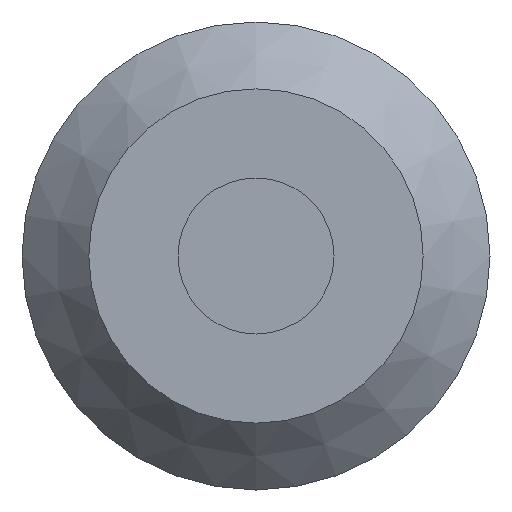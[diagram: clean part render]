
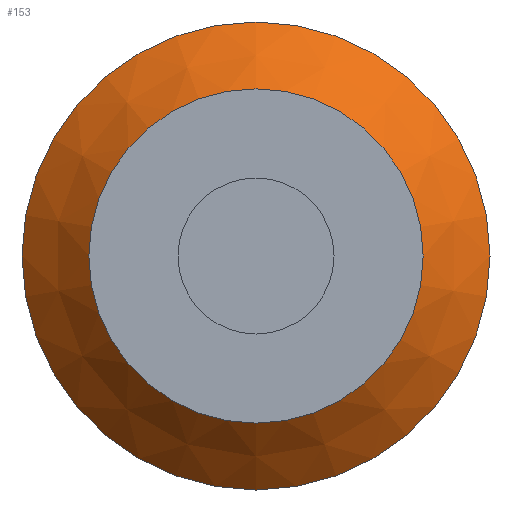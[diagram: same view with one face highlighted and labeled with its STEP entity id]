
A CAD part, left-side view. The second image highlights one B-rep face of the part: STEP entity #153.
In plain terms, the highlighted conical face has half-angle 45 degrees and reference radius 10.207 mm.
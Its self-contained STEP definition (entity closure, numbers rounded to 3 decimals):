
#102=CONICAL_SURFACE('',#558,10.207,45.);
#133=FACE_BOUND('',#229,.T.);
#134=FACE_BOUND('',#230,.T.);
#153=ADVANCED_FACE('',(#133,#134),#102,.T.);
#229=EDGE_LOOP('',(#315));
#230=EDGE_LOOP('',(#316));
#315=ORIENTED_EDGE('',*,*,#414,.F.);
#316=ORIENTED_EDGE('',*,*,#464,.T.);
#369=VERTEX_POINT('',#728);
#411=VERTEX_POINT('',#858);
#414=EDGE_CURVE('',#369,#369,#475,.T.);
#464=EDGE_CURVE('',#411,#411,#501,.T.);
#475=CIRCLE('',#516,7.5);
#501=CIRCLE('',#556,10.5);
#516=AXIS2_PLACEMENT_3D('',#727,#582,#583);
#556=AXIS2_PLACEMENT_3D('',#857,#678,#679);
#558=AXIS2_PLACEMENT_3D('',#860,#682,#683);
#582=DIRECTION('',(-1.,0.,0.));
#583=DIRECTION('',(0.,0.,-1.));
#678=DIRECTION('',(-1.,0.,0.));
#679=DIRECTION('',(0.,0.,-1.));
#682=DIRECTION('',(1.,0.,0.));
#683=DIRECTION('',(0.,0.,-1.));
#727=CARTESIAN_POINT('',(0.,0.,0.));
#728=CARTESIAN_POINT('',(0.,0.,-7.5));
#857=CARTESIAN_POINT('',(3.,0.,0.));
#858=CARTESIAN_POINT('',(3.,0.,-10.5));
#860=CARTESIAN_POINT('',(2.707,0.,0.));
